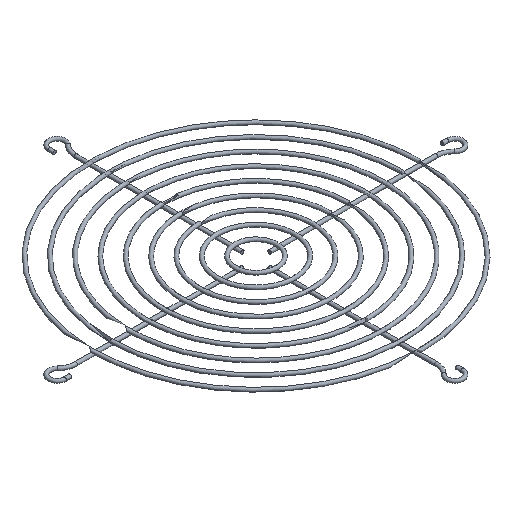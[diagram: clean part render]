
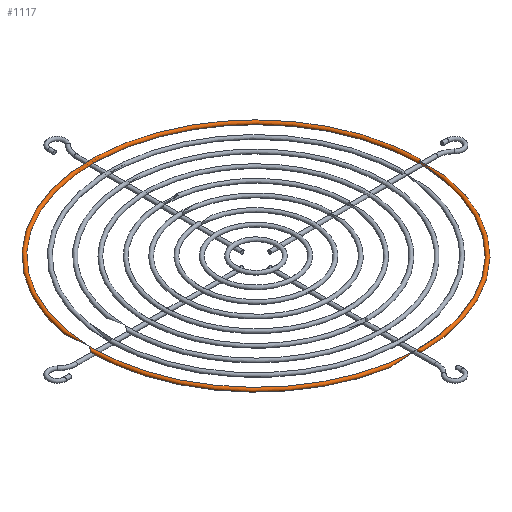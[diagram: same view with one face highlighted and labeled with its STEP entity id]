
A CAD part, isometric view. The second image highlights one B-rep face of the part: STEP entity #1117.
In plain terms, the highlighted toroidal (fillet/blend) face has major radius 96 mm and minor radius 1 mm.
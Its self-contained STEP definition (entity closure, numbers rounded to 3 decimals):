
#2 = CARTESIAN_POINT ( 'NONE',  ( 96.306, -0.105, 0.998 ) ) ;
#15 = CARTESIAN_POINT ( 'NONE',  ( 95.762, -0.205, 0.979 ) ) ;
#52 = CARTESIAN_POINT ( 'NONE',  ( -0.041, 95.68, 1.002 ) ) ;
#73 = VERTEX_POINT ( 'NONE', #298 ) ;
#74 = CARTESIAN_POINT ( 'NONE',  ( -95.72, 0.165, 0.988 ) ) ;
#77 = CARTESIAN_POINT ( 'NONE',  ( 0.307, -95.897, 0.952 ) ) ;
#81 = CARTESIAN_POINT ( 'NONE',  ( 0.269, -95.817, 0.965 ) ) ;
#89 = AXIS2_PLACEMENT_3D ( 'NONE', #970, #1435, #113 ) ;
#113 = DIRECTION ( 'NONE',  ( -1., 0., 0. ) ) ;
#139 = VERTEX_POINT ( 'NONE', #180 ) ;
#167 = CARTESIAN_POINT ( 'NONE',  ( -0.122, 96.3, 0.996 ) ) ;
#170 = CARTESIAN_POINT ( 'NONE',  ( -0.127, 95.701, 0.994 ) ) ;
#179 = CARTESIAN_POINT ( 'NONE',  ( 0.199, 95.743, 0.981 ) ) ;
#180 = CARTESIAN_POINT ( 'NONE',  ( -96.222, -0.222, 0.975 ) ) ;
#186 = B_SPLINE_CURVE_WITH_KNOTS ( 'NONE', 3,
 ( #1518, #420, #196, #192, #1275, #412, #783, #932, #1296, #81, #77, #797, #536, #562, #1037, #1044, #303, #1164 ),
 .UNSPECIFIED., .T., .F.,
 ( 4, 2, 2, 2, 2, 2, 2, 2, 4 ),
 ( 0., 0., 0., 0.001, 0.001, 0.001, 0.001, 0.002, 0.002 ),
 .UNSPECIFIED. ) ;
#192 = CARTESIAN_POINT ( 'NONE',  ( -0.317, -95.938, 0.949 ) ) ;
#196 = CARTESIAN_POINT ( 'NONE',  ( -0.306, -96.102, 0.952 ) ) ;
#271 = CARTESIAN_POINT ( 'NONE',  ( 0.042, 96.32, 1.002 ) ) ;
#283 = CARTESIAN_POINT ( 'NONE',  ( 0.32, 95.958, 0.947 ) ) ;
#298 = CARTESIAN_POINT ( 'NONE',  ( -0.192, 95.751, 0.981 ) ) ;
#303 = CARTESIAN_POINT ( 'NONE',  ( -0.146, -96.29, 0.991 ) ) ;
#309 = CARTESIAN_POINT ( 'NONE',  ( -95.835, -0.28, 0.962 ) ) ;
#314 = EDGE_CURVE ( 'NONE', #698, #698, #186, .T. ) ;
#326 = FACE_BOUND ( 'NONE', #1040, .T. ) ;
#327 = CARTESIAN_POINT ( 'NONE',  ( -96.28, 0.165, 0.988 ) ) ;
#371 = FACE_BOUND ( 'NONE', #765, .T. ) ;
#412 = CARTESIAN_POINT ( 'NONE',  ( -0.182, -95.731, 0.985 ) ) ;
#416 = ORIENTED_EDGE ( 'NONE', *, *, #1236, .F. ) ;
#420 = CARTESIAN_POINT ( 'NONE',  ( -0.269, -96.181, 0.965 ) ) ;
#429 = CARTESIAN_POINT ( 'NONE',  ( -95.688, 0.083, 1. ) ) ;
#444 = CARTESIAN_POINT ( 'NONE',  ( -96.082, -0.312, 0.95 ) ) ;
#448 = CARTESIAN_POINT ( 'NONE',  ( -96.222, -0.222, 0.975 ) ) ;
#487 = CARTESIAN_POINT ( 'NONE',  ( 96.059, -0.317, 0.948 ) ) ;
#494 = CARTESIAN_POINT ( 'NONE',  ( 96.185, 0.267, 0.966 ) ) ;
#522 = CARTESIAN_POINT ( 'NONE',  ( 95.762, -0.205, 0.979 ) ) ;
#536 = CARTESIAN_POINT ( 'NONE',  ( 0.289, -96.146, 0.959 ) ) ;
#557 = CARTESIAN_POINT ( 'NONE',  ( -95.72, -0.165, 0.988 ) ) ;
#562 = CARTESIAN_POINT ( 'NONE',  ( 0.182, -96.269, 0.985 ) ) ;
#650 = TOROIDAL_SURFACE ( 'NONE', #89, 96., 1. ) ;
#698 = VERTEX_POINT ( 'NONE', #916 ) ;
#722 = CARTESIAN_POINT ( 'NONE',  ( 96.317, 0.059, 1.002 ) ) ;
#741 = CARTESIAN_POINT ( 'NONE',  ( 95.816, -0.268, 0.966 ) ) ;
#749 = EDGE_LOOP ( 'NONE', ( #1434 ) ) ;
#765 = EDGE_LOOP ( 'NONE', ( #416 ) ) ;
#766 = CARTESIAN_POINT ( 'NONE',  ( 0.299, 96.123, 0.954 ) ) ;
#783 = CARTESIAN_POINT ( 'NONE',  ( -0.103, -95.693, 0.998 ) ) ;
#795 = CARTESIAN_POINT ( 'NONE',  ( -95.917, 0.312, 0.95 ) ) ;
#797 = CARTESIAN_POINT ( 'NONE',  ( 0.317, -96.062, 0.949 ) ) ;
#799 = B_SPLINE_CURVE_WITH_KNOTS ( 'NONE', 3,
 ( #1063, #1525, #1306, #1533, #327, #1056, #1282, #795, #1173, #74, #429, #807, #557, #309, #934, #444, #1186, #448 ),
 .UNSPECIFIED., .T., .F.,
 ( 4, 2, 2, 2, 2, 2, 2, 2, 4 ),
 ( 0., 0., 0., 0.001, 0.001, 0.001, 0.001, 0.002, 0.002 ),
 .UNSPECIFIED. ) ;
#807 = CARTESIAN_POINT ( 'NONE',  ( -95.688, -0.083, 1. ) ) ;
#828 = EDGE_CURVE ( 'NONE', #73, #73, #1524, .T. ) ;
#837 = CARTESIAN_POINT ( 'NONE',  ( 95.694, 0.105, 0.998 ) ) ;
#851 = CARTESIAN_POINT ( 'NONE',  ( 96.267, -0.185, 0.984 ) ) ;
#916 = CARTESIAN_POINT ( 'NONE',  ( -0.208, -96.236, 0.978 ) ) ;
#932 = CARTESIAN_POINT ( 'NONE',  ( 0.063, -95.683, 1.001 ) ) ;
#934 = CARTESIAN_POINT ( 'NONE',  ( -95.918, -0.312, 0.95 ) ) ;
#970 = CARTESIAN_POINT ( 'NONE',  ( 0., 0., 1.95 ) ) ;
#972 = CARTESIAN_POINT ( 'NONE',  ( 95.733, 0.185, 0.984 ) ) ;
#979 = EDGE_CURVE ( 'NONE', #139, #139, #799, .T. ) ;
#986 = FACE_BOUND ( 'NONE', #749, .T. ) ;
#988 = ORIENTED_EDGE ( 'NONE', *, *, #979, .F. ) ;
#1009 = CARTESIAN_POINT ( 'NONE',  ( 0.257, 96.199, 0.969 ) ) ;
#1011 = CARTESIAN_POINT ( 'NONE',  ( -0.192, 95.751, 0.981 ) ) ;
#1019 = CARTESIAN_POINT ( 'NONE',  ( -0.258, 95.801, 0.969 ) ) ;
#1037 = CARTESIAN_POINT ( 'NONE',  ( 0.102, -96.307, 0.998 ) ) ;
#1040 = EDGE_LOOP ( 'NONE', ( #1420 ) ) ;
#1044 = CARTESIAN_POINT ( 'NONE',  ( -0.062, -96.317, 1.001 ) ) ;
#1056 = CARTESIAN_POINT ( 'NONE',  ( -96.165, 0.28, 0.962 ) ) ;
#1063 = CARTESIAN_POINT ( 'NONE',  ( -96.222, -0.222, 0.975 ) ) ;
#1076 = CARTESIAN_POINT ( 'NONE',  ( 95.762, -0.205, 0.979 ) ) ;
#1103 = CARTESIAN_POINT ( 'NONE',  ( 96.29, 0.144, 0.992 ) ) ;
#1117 = ADVANCED_FACE ( 'NONE', ( #371, #326, #1302, #986 ), #650, .T. ) ;
#1126 = CARTESIAN_POINT ( 'NONE',  ( -0.3, 95.878, 0.954 ) ) ;
#1128 = CARTESIAN_POINT ( 'NONE',  ( -0.32, 96.041, 0.948 ) ) ;
#1137 = CARTESIAN_POINT ( 'NONE',  ( -0.199, 96.257, 0.981 ) ) ;
#1164 = CARTESIAN_POINT ( 'NONE',  ( -0.208, -96.236, 0.978 ) ) ;
#1172 = EDGE_LOOP ( 'NONE', ( #988 ) ) ;
#1173 = CARTESIAN_POINT ( 'NONE',  ( -95.835, 0.28, 0.962 ) ) ;
#1186 = CARTESIAN_POINT ( 'NONE',  ( -96.164, -0.28, 0.962 ) ) ;
#1220 = CARTESIAN_POINT ( 'NONE',  ( 96.143, -0.291, 0.958 ) ) ;
#1224 = CARTESIAN_POINT ( 'NONE',  ( 96.106, 0.305, 0.952 ) ) ;
#1236 = EDGE_CURVE ( 'NONE', #1386, #1386, #1272, .T. ) ;
#1258 = CARTESIAN_POINT ( 'NONE',  ( 0.298, 95.872, 0.956 ) ) ;
#1272 = B_SPLINE_CURVE_WITH_KNOTS ( 'NONE', 3,
 ( #1076, #1472, #1450, #837, #972, #1457, #1562, #1224, #494, #1103, #722, #2, #851, #1220, #487, #1351, #741, #15 ),
 .UNSPECIFIED., .T., .F.,
 ( 4, 2, 2, 2, 2, 2, 2, 2, 4 ),
 ( 0., 0., 0., 0.001, 0.001, 0.001, 0.001, 0.002, 0.002 ),
 .UNSPECIFIED. ) ;
#1275 = CARTESIAN_POINT ( 'NONE',  ( -0.29, -95.853, 0.959 ) ) ;
#1282 = CARTESIAN_POINT ( 'NONE',  ( -96.083, 0.312, 0.95 ) ) ;
#1296 = CARTESIAN_POINT ( 'NONE',  ( 0.147, -95.711, 0.991 ) ) ;
#1302 = FACE_BOUND ( 'NONE', #1172, .T. ) ;
#1306 = CARTESIAN_POINT ( 'NONE',  ( -96.312, -0.082, 1. ) ) ;
#1351 = CARTESIAN_POINT ( 'NONE',  ( 95.895, -0.306, 0.952 ) ) ;
#1370 = CARTESIAN_POINT ( 'NONE',  ( -0.192, 95.751, 0.981 ) ) ;
#1386 = VERTEX_POINT ( 'NONE', #522 ) ;
#1420 = ORIENTED_EDGE ( 'NONE', *, *, #314, .F. ) ;
#1434 = ORIENTED_EDGE ( 'NONE', *, *, #828, .T. ) ;
#1435 = DIRECTION ( 'NONE',  ( 0., 0., -1. ) ) ;
#1450 = CARTESIAN_POINT ( 'NONE',  ( 95.683, -0.059, 1.002 ) ) ;
#1457 = CARTESIAN_POINT ( 'NONE',  ( 95.856, 0.291, 0.958 ) ) ;
#1472 = CARTESIAN_POINT ( 'NONE',  ( 95.709, -0.143, 0.992 ) ) ;
#1490 = CARTESIAN_POINT ( 'NONE',  ( 0.128, 96.298, 0.994 ) ) ;
#1498 = CARTESIAN_POINT ( 'NONE',  ( -0.298, 96.127, 0.956 ) ) ;
#1509 = CARTESIAN_POINT ( 'NONE',  ( 0.122, 95.7, 0.996 ) ) ;
#1518 = CARTESIAN_POINT ( 'NONE',  ( -0.208, -96.236, 0.978 ) ) ;
#1524 = B_SPLINE_CURVE_WITH_KNOTS ( 'NONE', 3,
 ( #1011, #170, #52, #1509, #179, #1258, #283, #766, #1009, #1490, #271, #167, #1137, #1498, #1128, #1126, #1019, #1370 ),
 .UNSPECIFIED., .T., .F.,
 ( 4, 2, 2, 2, 2, 2, 2, 2, 4 ),
 ( 0., 0., 0., 0.001, 0.001, 0.001, 0.001, 0.002, 0.002 ),
 .UNSPECIFIED. ) ;
#1525 = CARTESIAN_POINT ( 'NONE',  ( -96.28, -0.164, 0.988 ) ) ;
#1533 = CARTESIAN_POINT ( 'NONE',  ( -96.312, 0.082, 1. ) ) ;
#1562 = CARTESIAN_POINT ( 'NONE',  ( 95.94, 0.317, 0.948 ) ) ;
